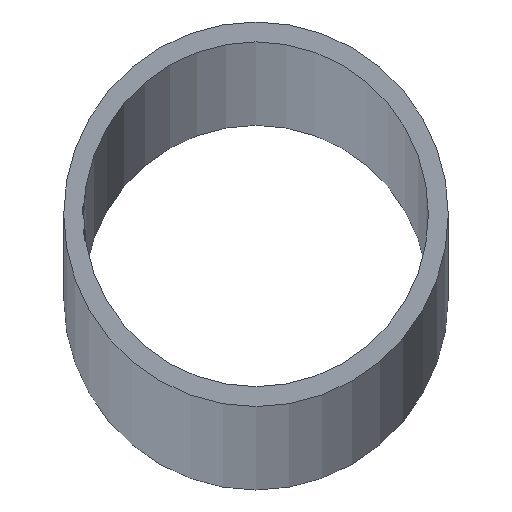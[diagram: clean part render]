
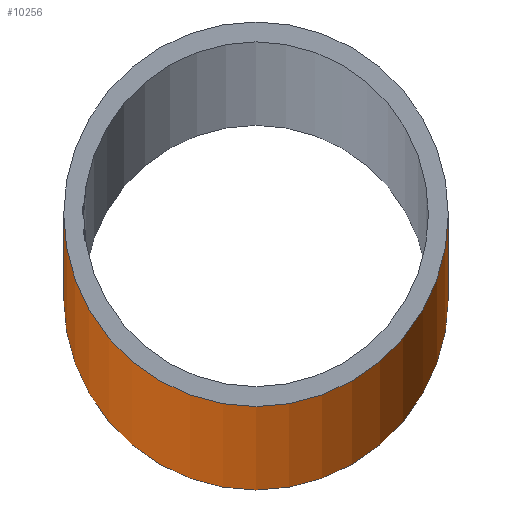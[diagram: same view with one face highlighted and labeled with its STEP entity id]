
A CAD part, top view. The second image highlights one B-rep face of the part: STEP entity #10256.
In plain terms, the highlighted cylindrical face has radius 24.15 mm (diameter 48.3 mm), a partial arc.
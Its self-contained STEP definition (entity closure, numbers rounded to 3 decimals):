
#98 = FACE_OUTER_BOUND ( 'NONE', #2856, .T. ) ;
#196 = ORIENTED_EDGE ( 'NONE', *, *, #8902, .F. ) ;
#442 = DIRECTION ( 'NONE',  ( 1., 0., 0. ) ) ;
#486 = CIRCLE ( 'NONE', #6114, 24.15 ) ;
#1151 = EDGE_CURVE ( 'NONE', #2877, #7313, #486, .T. ) ;
#2038 = CARTESIAN_POINT ( 'NONE',  ( 0., 0., 0. ) ) ;
#2856 = EDGE_LOOP ( 'NONE', ( #196, #7487, #9694, #4328 ) ) ;
#2877 = VERTEX_POINT ( 'NONE', #7532 ) ;
#3438 = DIRECTION ( 'NONE',  ( 0., 0., 1. ) ) ;
#3487 = AXIS2_PLACEMENT_3D ( 'NONE', #6732, #4886, #442 ) ;
#4328 = ORIENTED_EDGE ( 'NONE', *, *, #1151, .F. ) ;
#4560 = EDGE_CURVE ( 'NONE', #6908, #10786, #5389, .T. ) ;
#4605 = DIRECTION ( 'NONE',  ( 1., 0., 0. ) ) ;
#4718 = AXIS2_PLACEMENT_3D ( 'NONE', #6086, #3438, #7996 ) ;
#4886 = DIRECTION ( 'NONE',  ( 0., 0., 1. ) ) ;
#5371 = CARTESIAN_POINT ( 'NONE',  ( -24.15, 0., -6000. ) ) ;
#5389 = CIRCLE ( 'NONE', #3487, 24.15 ) ;
#6086 = CARTESIAN_POINT ( 'NONE',  ( 0., 0., -6000. ) ) ;
#6114 = AXIS2_PLACEMENT_3D ( 'NONE', #2038, #8376, #4605 ) ;
#6369 = DIRECTION ( 'NONE',  ( 0., 0., 1. ) ) ;
#6732 = CARTESIAN_POINT ( 'NONE',  ( 0., 0., -6000. ) ) ;
#6908 = VERTEX_POINT ( 'NONE', #8352 ) ;
#7313 = VERTEX_POINT ( 'NONE', #10581 ) ;
#7487 = ORIENTED_EDGE ( 'NONE', *, *, #4560, .T. ) ;
#7532 = CARTESIAN_POINT ( 'NONE',  ( -24.15, 0., 0. ) ) ;
#7856 = VECTOR ( 'NONE', #9978, 1000. ) ;
#7876 = CYLINDRICAL_SURFACE ( 'NONE', #4718, 24.15 ) ;
#7996 = DIRECTION ( 'NONE',  ( 1., 0., 0. ) ) ;
#8182 = CARTESIAN_POINT ( 'NONE',  ( 24.15, 0., -6000. ) ) ;
#8352 = CARTESIAN_POINT ( 'NONE',  ( -24.15, 0., -6000. ) ) ;
#8376 = DIRECTION ( 'NONE',  ( 0., 0., 1. ) ) ;
#8385 = CARTESIAN_POINT ( 'NONE',  ( 24.15, 0., -6000. ) ) ;
#8902 = EDGE_CURVE ( 'NONE', #6908, #2877, #10997, .T. ) ;
#9694 = ORIENTED_EDGE ( 'NONE', *, *, #11692, .T. ) ;
#9978 = DIRECTION ( 'NONE',  ( 0., 0., 1. ) ) ;
#10256 = ADVANCED_FACE ( 'NONE', ( #98 ), #7876, .T. ) ;
#10581 = CARTESIAN_POINT ( 'NONE',  ( 24.15, 0., 0. ) ) ;
#10585 = VECTOR ( 'NONE', #6369, 1000. ) ;
#10786 = VERTEX_POINT ( 'NONE', #8385 ) ;
#10834 = LINE ( 'NONE', #8182, #7856 ) ;
#10997 = LINE ( 'NONE', #5371, #10585 ) ;
#11692 = EDGE_CURVE ( 'NONE', #10786, #7313, #10834, .T. ) ;
